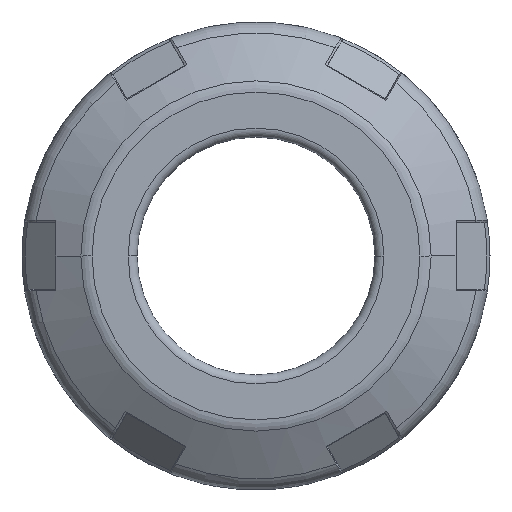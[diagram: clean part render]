
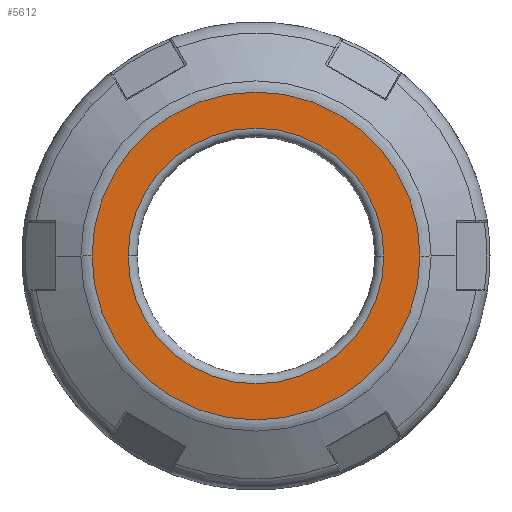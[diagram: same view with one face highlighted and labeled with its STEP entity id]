
A CAD part, left-side view. The second image highlights one B-rep face of the part: STEP entity #5612.
In plain terms, the highlighted planar face has unit normal (-1, 0, 0).
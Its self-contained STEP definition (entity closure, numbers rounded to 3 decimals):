
#135 = EDGE_CURVE ( 'NONE', #5806, #5844, #6105, .T. ) ;
#136 = EDGE_CURVE ( 'NONE', #5805, #5819, #6094, .T. ) ;
#195 = AXIS2_PLACEMENT_3D ( 'NONE', #4659, #4668, #4669 ) ;
#204 = AXIS2_PLACEMENT_3D ( 'NONE', #1992, #1993, #1972 ) ;
#247 = AXIS2_PLACEMENT_3D ( 'NONE', #1973, #2007, #2009 ) ;
#273 = AXIS2_PLACEMENT_3D ( 'NONE', #450, #445, #422 ) ;
#335 = AXIS2_PLACEMENT_3D ( 'NONE', #2856, #2851, #2845 ) ;
#366 = EDGE_CURVE ( 'NONE', #5819, #5805, #1350, .T. ) ;
#368 = EDGE_CURVE ( 'NONE', #5844, #5806, #1322, .T. ) ;
#422 = DIRECTION ( 'NONE',  ( 0., -1., 0. ) ) ;
#445 = DIRECTION ( 'NONE',  ( 1., 0., 0. ) ) ;
#450 = CARTESIAN_POINT ( 'NONE',  ( 0., 0., 0. ) ) ;
#1322 = CIRCLE ( 'NONE', #273, 11.475 ) ;
#1350 = CIRCLE ( 'NONE', #195, 14.714 ) ;
#1972 = DIRECTION ( 'NONE',  ( 0., -1., 0. ) ) ;
#1973 = CARTESIAN_POINT ( 'NONE',  ( 0., 0., 0. ) ) ;
#1992 = CARTESIAN_POINT ( 'NONE',  ( 0., 0., 0. ) ) ;
#1993 = DIRECTION ( 'NONE',  ( -1., 0., 0. ) ) ;
#2007 = DIRECTION ( 'NONE',  ( 1., 0., 0. ) ) ;
#2009 = DIRECTION ( 'NONE',  ( 0., -1., 0. ) ) ;
#2845 = DIRECTION ( 'NONE',  ( 0., -1., 0. ) ) ;
#2850 = PLANE ( 'NONE',  #335 ) ;
#2851 = DIRECTION ( 'NONE',  ( -1., 0., 0. ) ) ;
#2856 = CARTESIAN_POINT ( 'NONE',  ( 0., 0., 0. ) ) ;
#3659 = FACE_BOUND ( 'NONE', #6752, .T. ) ;
#3660 = FACE_OUTER_BOUND ( 'NONE', #6769, .T. ) ;
#4659 = CARTESIAN_POINT ( 'NONE',  ( 0., 0., 0. ) ) ;
#4668 = DIRECTION ( 'NONE',  ( -1., 0., 0. ) ) ;
#4669 = DIRECTION ( 'NONE',  ( 0., -1., 0. ) ) ;
#5069 = CARTESIAN_POINT ( 'NONE',  ( 0., -14.714, 0. ) ) ;
#5070 = CARTESIAN_POINT ( 'NONE',  ( 0., 11.475, 0. ) ) ;
#5148 = CARTESIAN_POINT ( 'NONE',  ( 0., -11.475, 0. ) ) ;
#5172 = CARTESIAN_POINT ( 'NONE',  ( 0., 14.714, 0. ) ) ;
#5612 = ADVANCED_FACE ( 'NONE', ( #3659, #3660 ), #2850, .T. ) ;
#5805 = VERTEX_POINT ( 'NONE', #5069 ) ;
#5806 = VERTEX_POINT ( 'NONE', #5070 ) ;
#5819 = VERTEX_POINT ( 'NONE', #5172 ) ;
#5844 = VERTEX_POINT ( 'NONE', #5148 ) ;
#6094 = CIRCLE ( 'NONE', #204, 14.714 ) ;
#6105 = CIRCLE ( 'NONE', #247, 11.475 ) ;
#6368 = ORIENTED_EDGE ( 'NONE', *, *, #135, .T. ) ;
#6392 = ORIENTED_EDGE ( 'NONE', *, *, #368, .T. ) ;
#6412 = ORIENTED_EDGE ( 'NONE', *, *, #136, .T. ) ;
#6456 = ORIENTED_EDGE ( 'NONE', *, *, #366, .T. ) ;
#6752 = EDGE_LOOP ( 'NONE', ( #6392, #6368 ) ) ;
#6769 = EDGE_LOOP ( 'NONE', ( #6412, #6456 ) ) ;
